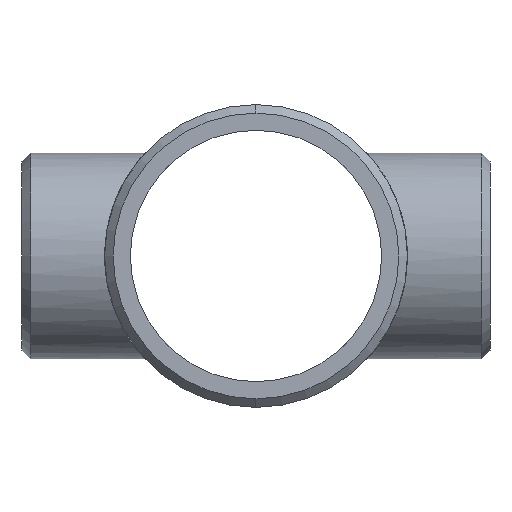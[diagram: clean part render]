
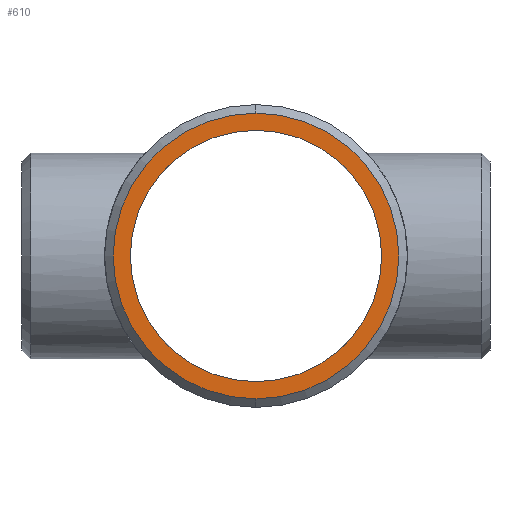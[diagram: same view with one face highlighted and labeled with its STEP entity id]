
A CAD part, left-side view. The second image highlights one B-rep face of the part: STEP entity #610.
In plain terms, the highlighted planar face has unit normal (-1, 0, 0).
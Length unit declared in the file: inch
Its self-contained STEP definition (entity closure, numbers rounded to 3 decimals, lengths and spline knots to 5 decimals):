
#41 = DIRECTION ( 'NONE',  ( 0., 0., 1. ) ) ;
#70 = CARTESIAN_POINT ( 'NONE',  ( -5.62, 0., -2.7505 ) ) ;
#89 = CARTESIAN_POINT ( 'NONE',  ( -5.62, 0., 0. ) ) ;
#119 = DIRECTION ( 'NONE',  ( 1., 0., 0. ) ) ;
#131 = DIRECTION ( 'NONE',  ( 0., 0., -1. ) ) ;
#190 = CARTESIAN_POINT ( 'NONE',  ( -5.62, 0., 3.12517 ) ) ;
#220 = DIRECTION ( 'NONE',  ( 1., 0., 0. ) ) ;
#236 = ORIENTED_EDGE ( 'NONE', *, *, #571, .T. ) ;
#239 = EDGE_LOOP ( 'NONE', ( #1285, #259 ) ) ;
#243 = DIRECTION ( 'NONE',  ( 0., 0., 1. ) ) ;
#259 = ORIENTED_EDGE ( 'NONE', *, *, #1017, .T. ) ;
#270 = VERTEX_POINT ( 'NONE', #436 ) ;
#292 = CARTESIAN_POINT ( 'NONE',  ( -5.62, 0., 2.7505 ) ) ;
#352 = FACE_BOUND ( 'NONE', #1060, .T. ) ;
#361 = VERTEX_POINT ( 'NONE', #70 ) ;
#370 = DIRECTION ( 'NONE',  ( 0., 0., 1. ) ) ;
#406 = CIRCLE ( 'NONE', #608, 3.12517 ) ;
#407 = DIRECTION ( 'NONE',  ( -1., 0., 0. ) ) ;
#436 = CARTESIAN_POINT ( 'NONE',  ( -5.62, 0., -3.12517 ) ) ;
#484 = CIRCLE ( 'NONE', #639, 2.7505 ) ;
#570 = DIRECTION ( 'NONE',  ( 0., 0., 1. ) ) ;
#571 = EDGE_CURVE ( 'NONE', #361, #1171, #621, .T. ) ;
#608 = AXIS2_PLACEMENT_3D ( 'NONE', #89, #407, #570 ) ;
#610 = ADVANCED_FACE ( 'NONE', ( #839, #352 ), #758, .T. ) ;
#621 = CIRCLE ( 'NONE', #1252, 2.7505 ) ;
#628 = CARTESIAN_POINT ( 'NONE',  ( -5.62, 0., 0. ) ) ;
#639 = AXIS2_PLACEMENT_3D ( 'NONE', #1159, #119, #243 ) ;
#643 = EDGE_CURVE ( 'NONE', #1171, #361, #484, .T. ) ;
#758 = PLANE ( 'NONE',  #1173 ) ;
#839 = FACE_OUTER_BOUND ( 'NONE', #239, .T. ) ;
#840 = ORIENTED_EDGE ( 'NONE', *, *, #643, .T. ) ;
#941 = CIRCLE ( 'NONE', #1117, 3.12517 ) ;
#1017 = EDGE_CURVE ( 'NONE', #1180, #270, #941, .T. ) ;
#1049 = DIRECTION ( 'NONE',  ( -1., 0., 0. ) ) ;
#1060 = EDGE_LOOP ( 'NONE', ( #840, #236 ) ) ;
#1117 = AXIS2_PLACEMENT_3D ( 'NONE', #1210, #1276, #370 ) ;
#1137 = CARTESIAN_POINT ( 'NONE',  ( -5.62, 0., 0. ) ) ;
#1159 = CARTESIAN_POINT ( 'NONE',  ( -5.62, 0., 0. ) ) ;
#1171 = VERTEX_POINT ( 'NONE', #292 ) ;
#1173 = AXIS2_PLACEMENT_3D ( 'NONE', #628, #1049, #131 ) ;
#1180 = VERTEX_POINT ( 'NONE', #190 ) ;
#1205 = EDGE_CURVE ( 'NONE', #270, #1180, #406, .T. ) ;
#1210 = CARTESIAN_POINT ( 'NONE',  ( -5.62, 0., 0. ) ) ;
#1252 = AXIS2_PLACEMENT_3D ( 'NONE', #1137, #220, #41 ) ;
#1276 = DIRECTION ( 'NONE',  ( -1., 0., 0. ) ) ;
#1285 = ORIENTED_EDGE ( 'NONE', *, *, #1205, .T. ) ;
